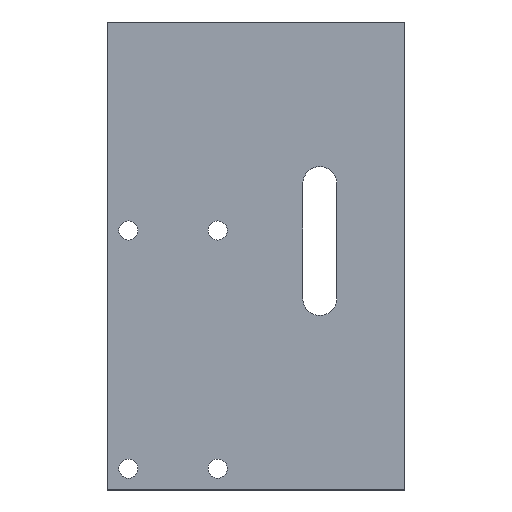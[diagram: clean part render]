
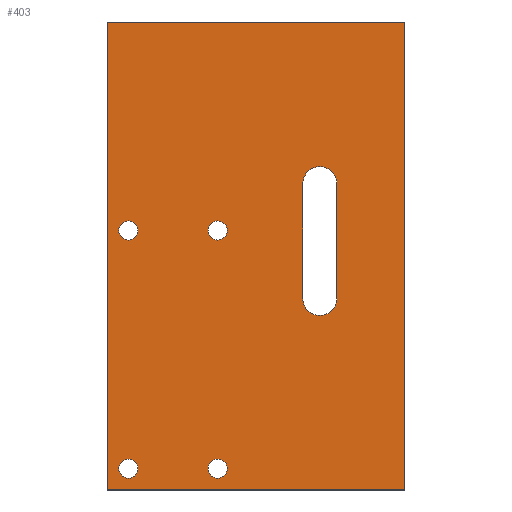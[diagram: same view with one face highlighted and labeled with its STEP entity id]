
A CAD part, top view. The second image highlights one B-rep face of the part: STEP entity #403.
In plain terms, the highlighted planar face has unit normal (0, 0, 1).
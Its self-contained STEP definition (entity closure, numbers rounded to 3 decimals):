
#1 = CARTESIAN_POINT ( 'NONE',  ( 19., 17., 3. ) ) ;
#2 = FACE_BOUND ( 'NONE', #603, .T. ) ;
#3 = CIRCLE ( 'NONE', #179, 2.25 ) ;
#13 = CARTESIAN_POINT ( 'NONE',  ( 0., 0., 3. ) ) ;
#23 = VERTEX_POINT ( 'NONE', #37 ) ;
#24 = CIRCLE ( 'NONE', #372, 2.25 ) ;
#28 = EDGE_LOOP ( 'NONE', ( #462, #123, #508, #460 ) ) ;
#30 = DIRECTION ( 'NONE',  ( 0., 0., 1. ) ) ;
#32 = EDGE_CURVE ( 'NONE', #330, #293, #133, .T. ) ;
#37 = CARTESIAN_POINT ( 'NONE',  ( 19., -10., 3. ) ) ;
#44 = DIRECTION ( 'NONE',  ( 1., 0., 0. ) ) ;
#50 = FACE_BOUND ( 'NONE', #255, .T. ) ;
#58 = VERTEX_POINT ( 'NONE', #573 ) ;
#70 = DIRECTION ( 'NONE',  ( 1., 0., 0. ) ) ;
#73 = VECTOR ( 'NONE', #394, 1000. ) ;
#78 = AXIS2_PLACEMENT_3D ( 'NONE', #201, #141, #339 ) ;
#89 = AXIS2_PLACEMENT_3D ( 'NONE', #469, #410, #70 ) ;
#94 = VERTEX_POINT ( 'NONE', #284 ) ;
#97 = EDGE_CURVE ( 'NONE', #367, #590, #298, .T. ) ;
#98 = DIRECTION ( 'NONE',  ( 0., 0., 1. ) ) ;
#102 = CARTESIAN_POINT ( 'NONE',  ( -9., 6., 3. ) ) ;
#109 = DIRECTION ( 'NONE',  ( 1., 0., 0. ) ) ;
#116 = CARTESIAN_POINT ( 'NONE',  ( 11., 17., 3. ) ) ;
#117 = ORIENTED_EDGE ( 'NONE', *, *, #213, .F. ) ;
#123 = ORIENTED_EDGE ( 'NONE', *, *, #32, .T. ) ;
#124 = CIRCLE ( 'NONE', #147, 2.25 ) ;
#130 = EDGE_CURVE ( 'NONE', #173, #293, #186, .T. ) ;
#133 = LINE ( 'NONE', #563, #471 ) ;
#134 = DIRECTION ( 'NONE',  ( 0., 1., 0. ) ) ;
#136 = VECTOR ( 'NONE', #261, 1000. ) ;
#140 = DIRECTION ( 'NONE',  ( 1., 0., 0. ) ) ;
#141 = DIRECTION ( 'NONE',  ( 0., 0., 1. ) ) ;
#146 = VECTOR ( 'NONE', #393, 1000. ) ;
#147 = AXIS2_PLACEMENT_3D ( 'NONE', #406, #30, #562 ) ;
#149 = CARTESIAN_POINT ( 'NONE',  ( -27.75, -50., 3. ) ) ;
#150 = DIRECTION ( 'NONE',  ( 0., 0., 1. ) ) ;
#152 = DIRECTION ( 'NONE',  ( 1., 0., 0. ) ) ;
#156 = AXIS2_PLACEMENT_3D ( 'NONE', #102, #439, #579 ) ;
#173 = VERTEX_POINT ( 'NONE', #1 ) ;
#179 = AXIS2_PLACEMENT_3D ( 'NONE', #235, #586, #152 ) ;
#184 = CARTESIAN_POINT ( 'NONE',  ( -30., -50., 3. ) ) ;
#186 = CIRCLE ( 'NONE', #78, 4. ) ;
#190 = EDGE_CURVE ( 'NONE', #23, #173, #489, .T. ) ;
#195 = EDGE_CURVE ( 'NONE', #596, #453, #24, .T. ) ;
#196 = CARTESIAN_POINT ( 'NONE',  ( -11.25, -50., 3. ) ) ;
#198 = CARTESIAN_POINT ( 'NONE',  ( 19., -10., 3. ) ) ;
#200 = LINE ( 'NONE', #480, #146 ) ;
#201 = CARTESIAN_POINT ( 'NONE',  ( 15., 17., 3. ) ) ;
#210 = VERTEX_POINT ( 'NONE', #452 ) ;
#213 = EDGE_CURVE ( 'NONE', #215, #497, #466, .T. ) ;
#215 = VERTEX_POINT ( 'NONE', #196 ) ;
#235 = CARTESIAN_POINT ( 'NONE',  ( -30., 6., 3. ) ) ;
#240 = FACE_OUTER_BOUND ( 'NONE', #435, .T. ) ;
#241 = CARTESIAN_POINT ( 'NONE',  ( -35., 55., 3. ) ) ;
#245 = CARTESIAN_POINT ( 'NONE',  ( -30., 6., 3. ) ) ;
#247 = FACE_BOUND ( 'NONE', #28, .T. ) ;
#251 = ORIENTED_EDGE ( 'NONE', *, *, #476, .T. ) ;
#252 = CARTESIAN_POINT ( 'NONE',  ( -6.75, -50., 3. ) ) ;
#253 = VERTEX_POINT ( 'NONE', #558 ) ;
#255 = EDGE_LOOP ( 'NONE', ( #619, #533 ) ) ;
#258 = ORIENTED_EDGE ( 'NONE', *, *, #412, .F. ) ;
#261 = DIRECTION ( 'NONE',  ( 0., -1., 0. ) ) ;
#284 = CARTESIAN_POINT ( 'NONE',  ( -32.25, -50., 3. ) ) ;
#292 = CARTESIAN_POINT ( 'NONE',  ( -9., 6., 3. ) ) ;
#293 = VERTEX_POINT ( 'NONE', #116 ) ;
#297 = EDGE_LOOP ( 'NONE', ( #553, #258 ) ) ;
#298 = LINE ( 'NONE', #241, #73 ) ;
#305 = ORIENTED_EDGE ( 'NONE', *, *, #369, .T. ) ;
#319 = CIRCLE ( 'NONE', #510, 4. ) ;
#321 = EDGE_CURVE ( 'NONE', #210, #253, #614, .T. ) ;
#322 = CARTESIAN_POINT ( 'NONE',  ( -35., 55., 3. ) ) ;
#326 = CIRCLE ( 'NONE', #491, 2.25 ) ;
#328 = EDGE_CURVE ( 'NONE', #58, #367, #200, .T. ) ;
#330 = VERTEX_POINT ( 'NONE', #621 ) ;
#334 = AXIS2_PLACEMENT_3D ( 'NONE', #292, #492, #44 ) ;
#335 = CARTESIAN_POINT ( 'NONE',  ( -9., -50., 3. ) ) ;
#339 = DIRECTION ( 'NONE',  ( 1., 0., 0. ) ) ;
#341 = ORIENTED_EDGE ( 'NONE', *, *, #470, .F. ) ;
#342 = EDGE_CURVE ( 'NONE', #253, #210, #582, .T. ) ;
#347 = FACE_BOUND ( 'NONE', #297, .T. ) ;
#367 = VERTEX_POINT ( 'NONE', #384 ) ;
#369 = EDGE_CURVE ( 'NONE', #601, #58, #623, .T. ) ;
#372 = AXIS2_PLACEMENT_3D ( 'NONE', #245, #150, #446 ) ;
#378 = CARTESIAN_POINT ( 'NONE',  ( -35., -55., 3. ) ) ;
#380 = EDGE_CURVE ( 'NONE', #330, #23, #319, .T. ) ;
#384 = CARTESIAN_POINT ( 'NONE',  ( 35., 55., 3. ) ) ;
#389 = CARTESIAN_POINT ( 'NONE',  ( -35., -55., 3. ) ) ;
#393 = DIRECTION ( 'NONE',  ( 0., 1., 0. ) ) ;
#394 = DIRECTION ( 'NONE',  ( -1., 0., 0. ) ) ;
#401 = VERTEX_POINT ( 'NONE', #149 ) ;
#403 = ADVANCED_FACE ( 'NONE', ( #347, #50, #240, #442, #2, #247 ), #449, .T. ) ;
#406 = CARTESIAN_POINT ( 'NONE',  ( -30., -50., 3. ) ) ;
#407 = ORIENTED_EDGE ( 'NONE', *, *, #328, .T. ) ;
#410 = DIRECTION ( 'NONE',  ( 0., 0., 1. ) ) ;
#412 = EDGE_CURVE ( 'NONE', #453, #596, #3, .T. ) ;
#415 = ORIENTED_EDGE ( 'NONE', *, *, #342, .F. ) ;
#430 = VECTOR ( 'NONE', #591, 1000. ) ;
#435 = EDGE_LOOP ( 'NONE', ( #407, #484, #251, #305 ) ) ;
#438 = DIRECTION ( 'NONE',  ( 1., 0., 0. ) ) ;
#439 = DIRECTION ( 'NONE',  ( 0., 0., 1. ) ) ;
#442 = FACE_BOUND ( 'NONE', #578, .T. ) ;
#446 = DIRECTION ( 'NONE',  ( 1., 0., 0. ) ) ;
#449 = PLANE ( 'NONE',  #475 ) ;
#452 = CARTESIAN_POINT ( 'NONE',  ( -6.75, 6., 3. ) ) ;
#453 = VERTEX_POINT ( 'NONE', #547 ) ;
#460 = ORIENTED_EDGE ( 'NONE', *, *, #190, .F. ) ;
#462 = ORIENTED_EDGE ( 'NONE', *, *, #380, .F. ) ;
#466 = CIRCLE ( 'NONE', #539, 2.25 ) ;
#469 = CARTESIAN_POINT ( 'NONE',  ( -9., -50., 3. ) ) ;
#470 = EDGE_CURVE ( 'NONE', #497, #215, #521, .T. ) ;
#471 = VECTOR ( 'NONE', #134, 1000. ) ;
#475 = AXIS2_PLACEMENT_3D ( 'NONE', #13, #574, #140 ) ;
#476 = EDGE_CURVE ( 'NONE', #590, #601, #507, .T. ) ;
#480 = CARTESIAN_POINT ( 'NONE',  ( 35., 55., 3. ) ) ;
#484 = ORIENTED_EDGE ( 'NONE', *, *, #97, .T. ) ;
#489 = LINE ( 'NONE', #198, #430 ) ;
#491 = AXIS2_PLACEMENT_3D ( 'NONE', #184, #569, #611 ) ;
#492 = DIRECTION ( 'NONE',  ( 0., 0., 1. ) ) ;
#497 = VERTEX_POINT ( 'NONE', #252 ) ;
#507 = LINE ( 'NONE', #511, #136 ) ;
#508 = ORIENTED_EDGE ( 'NONE', *, *, #130, .F. ) ;
#509 = ORIENTED_EDGE ( 'NONE', *, *, #321, .F. ) ;
#510 = AXIS2_PLACEMENT_3D ( 'NONE', #530, #98, #542 ) ;
#511 = CARTESIAN_POINT ( 'NONE',  ( -35., 55., 3. ) ) ;
#515 = EDGE_CURVE ( 'NONE', #401, #94, #124, .T. ) ;
#518 = CARTESIAN_POINT ( 'NONE',  ( -27.75, 6., 3. ) ) ;
#521 = CIRCLE ( 'NONE', #89, 2.25 ) ;
#527 = DIRECTION ( 'NONE',  ( 0., 0., 1. ) ) ;
#530 = CARTESIAN_POINT ( 'NONE',  ( 15., -10., 3. ) ) ;
#533 = ORIENTED_EDGE ( 'NONE', *, *, #609, .F. ) ;
#539 = AXIS2_PLACEMENT_3D ( 'NONE', #335, #527, #438 ) ;
#542 = DIRECTION ( 'NONE',  ( 1., 0., 0. ) ) ;
#547 = CARTESIAN_POINT ( 'NONE',  ( -32.25, 6., 3. ) ) ;
#553 = ORIENTED_EDGE ( 'NONE', *, *, #195, .F. ) ;
#558 = CARTESIAN_POINT ( 'NONE',  ( -11.25, 6., 3. ) ) ;
#562 = DIRECTION ( 'NONE',  ( 1., 0., 0. ) ) ;
#563 = CARTESIAN_POINT ( 'NONE',  ( 11., -10., 3. ) ) ;
#564 = VECTOR ( 'NONE', #109, 1000. ) ;
#569 = DIRECTION ( 'NONE',  ( 0., 0., 1. ) ) ;
#573 = CARTESIAN_POINT ( 'NONE',  ( 35., -55., 3. ) ) ;
#574 = DIRECTION ( 'NONE',  ( 0., 0., 1. ) ) ;
#578 = EDGE_LOOP ( 'NONE', ( #341, #117 ) ) ;
#579 = DIRECTION ( 'NONE',  ( 1., 0., 0. ) ) ;
#582 = CIRCLE ( 'NONE', #156, 2.25 ) ;
#586 = DIRECTION ( 'NONE',  ( 0., 0., 1. ) ) ;
#590 = VERTEX_POINT ( 'NONE', #322 ) ;
#591 = DIRECTION ( 'NONE',  ( 0., 1., 0. ) ) ;
#596 = VERTEX_POINT ( 'NONE', #518 ) ;
#601 = VERTEX_POINT ( 'NONE', #378 ) ;
#603 = EDGE_LOOP ( 'NONE', ( #509, #415 ) ) ;
#609 = EDGE_CURVE ( 'NONE', #94, #401, #326, .T. ) ;
#611 = DIRECTION ( 'NONE',  ( 1., 0., 0. ) ) ;
#614 = CIRCLE ( 'NONE', #334, 2.25 ) ;
#619 = ORIENTED_EDGE ( 'NONE', *, *, #515, .F. ) ;
#621 = CARTESIAN_POINT ( 'NONE',  ( 11., -10., 3. ) ) ;
#623 = LINE ( 'NONE', #389, #564 ) ;
